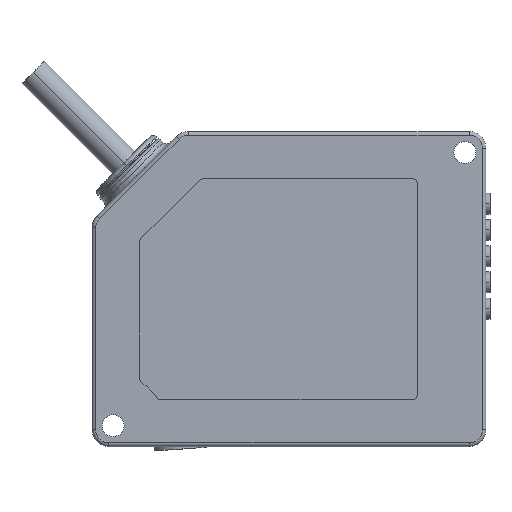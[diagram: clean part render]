
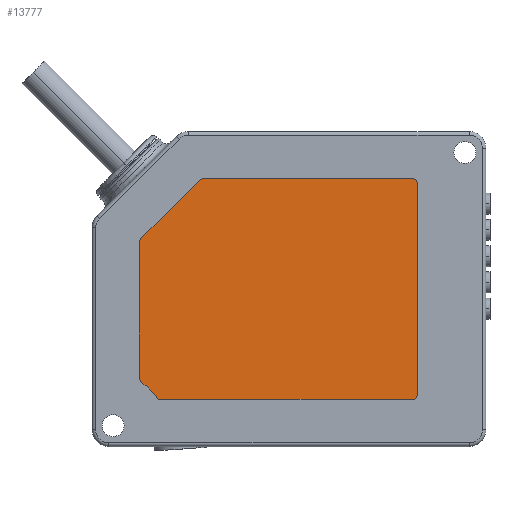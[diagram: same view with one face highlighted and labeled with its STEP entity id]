
A CAD part, front view. The second image highlights one B-rep face of the part: STEP entity #13777.
In plain terms, the highlighted planar face has unit normal (0, -1, 0).
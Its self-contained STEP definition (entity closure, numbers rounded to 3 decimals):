
#6135=CARTESIAN_POINT('',(21.142,0.25,-10.));
#6136=DIRECTION('',(0.,-1.,0.));
#6137=DIRECTION('',(0.,0.,1.));
#6138=AXIS2_PLACEMENT_3D('',#6135,#6136,#6137);
#6153=CARTESIAN_POINT('',(61.,0.25,-10.));
#6154=DIRECTION('',(0.,-1.,0.));
#6155=DIRECTION('',(1.,0.,0.));
#6156=AXIS2_PLACEMENT_3D('',#6153,#6154,#6155);
#6171=CARTESIAN_POINT('',(61.,0.25,-50.));
#6172=DIRECTION('',(0.,-1.,0.));
#6173=DIRECTION('',(0.,0.,-1.));
#6174=AXIS2_PLACEMENT_3D('',#6171,#6172,#6173);
#6189=CARTESIAN_POINT('',(13.017,0.25,-50.));
#6190=DIRECTION('',(0.,-1.,0.));
#6191=DIRECTION('',(-0.842,0.,-0.54));
#6192=AXIS2_PLACEMENT_3D('',#6189,#6190,#6191);
#6207=CARTESIAN_POINT('',(10.,0.25,-46.983));
#6208=DIRECTION('',(0.,-1.,0.));
#6209=DIRECTION('',(-1.,0.,0.));
#6210=AXIS2_PLACEMENT_3D('',#6207,#6208,#6209);
#6225=CARTESIAN_POINT('',(10.,0.25,-21.142));
#6226=DIRECTION('',(0.,-1.,0.));
#6227=DIRECTION('',(-0.707,0.,0.707));
#6228=AXIS2_PLACEMENT_3D('',#6225,#6226,#6227);
#6230=DIRECTION('',(-1.,0.,0.));
#6231=VECTOR('',#6230,39.858);
#6232=CARTESIAN_POINT('',(61.,0.25,-9.));
#6233=LINE('',#6232,#6231);
#6234=DIRECTION('',(0.,0.,1.));
#6235=VECTOR('',#6234,40.);
#6236=CARTESIAN_POINT('',(62.,0.25,-50.));
#6237=LINE('',#6236,#6235);
#6238=DIRECTION('',(1.,0.,0.));
#6239=VECTOR('',#6238,47.983);
#6240=CARTESIAN_POINT('',(13.017,0.25,-51.));
#6241=LINE('',#6240,#6239);
#6242=CARTESIAN_POINT('',(4.6,0.25,-55.4));
#6243=DIRECTION('',(0.,1.,0.));
#6244=DIRECTION('',(0.54,0.,0.842));
#6245=AXIS2_PLACEMENT_3D('',#6242,#6243,#6244);
#6247=DIRECTION('',(0.,0.,-1.));
#6248=VECTOR('',#6247,25.841);
#6249=CARTESIAN_POINT('',(9.,0.25,-21.142));
#6250=LINE('',#6249,#6248);
#6251=DIRECTION('',(-0.707,0.,-0.707));
#6252=VECTOR('',#6251,15.757);
#6253=CARTESIAN_POINT('',(20.435,0.25,-9.293));
#6254=LINE('',#6253,#6252);
#6400=CARTESIAN_POINT('',(20.435,0.25,-9.293));
#6402=VERTEX_POINT('',#6400);
#6404=CARTESIAN_POINT('',(21.142,0.25,-9.));
#6406=VERTEX_POINT('',#6404);
#6408=CARTESIAN_POINT('',(9.,0.25,-21.142));
#6410=VERTEX_POINT('',#6408);
#6412=CARTESIAN_POINT('',(9.293,0.25,-20.435));
#6414=VERTEX_POINT('',#6412);
#6416=CARTESIAN_POINT('',(9.46,0.25,-47.825));
#6418=VERTEX_POINT('',#6416);
#6420=CARTESIAN_POINT('',(9.,0.25,-46.983));
#6422=VERTEX_POINT('',#6420);
#6424=CARTESIAN_POINT('',(13.017,0.25,-51.));
#6426=VERTEX_POINT('',#6424);
#6428=CARTESIAN_POINT('',(12.175,0.25,-50.54));
#6430=VERTEX_POINT('',#6428);
#6432=CARTESIAN_POINT('',(62.,0.25,-50.));
#6434=VERTEX_POINT('',#6432);
#6436=CARTESIAN_POINT('',(61.,0.25,-51.));
#6438=VERTEX_POINT('',#6436);
#6439=CARTESIAN_POINT('',(62.,0.25,-10.));
#6440=VERTEX_POINT('',#6439);
#6441=CARTESIAN_POINT('',(61.,0.25,-9.));
#6442=VERTEX_POINT('',#6441);
#13758=CARTESIAN_POINT('',(0.,0.25,0.));
#13759=DIRECTION('',(0.,-1.,0.));
#13760=DIRECTION('',(-1.,0.,0.));
#13761=AXIS2_PLACEMENT_3D('',#13758,#13759,#13760);
#13762=PLANE('',#13761);
#13763=ORIENTED_EDGE('',*,*,#13614,.F.);
#13764=ORIENTED_EDGE('',*,*,#13628,.F.);
#13765=ORIENTED_EDGE('',*,*,#13642,.F.);
#13766=ORIENTED_EDGE('',*,*,#13654,.F.);
#13767=ORIENTED_EDGE('',*,*,#13670,.F.);
#13768=ORIENTED_EDGE('',*,*,#13682,.F.);
#13769=ORIENTED_EDGE('',*,*,#13698,.F.);
#13770=ORIENTED_EDGE('',*,*,#13710,.F.);
#13771=ORIENTED_EDGE('',*,*,#13726,.F.);
#13772=ORIENTED_EDGE('',*,*,#13738,.F.);
#13773=ORIENTED_EDGE('',*,*,#13753,.F.);
#13774=ORIENTED_EDGE('',*,*,#13597,.F.);
#13775=EDGE_LOOP('',(#13763,#13764,#13765,#13766,#13767,#13768,#13769,#13770,
#13771,#13772,#13773,#13774));
#13776=FACE_OUTER_BOUND('',#13775,.F.);
#13777=ADVANCED_FACE('',(#13776),#13762,.T.);
#6139=CIRCLE('',#6138,1.);
#6157=CIRCLE('',#6156,1.);
#6175=CIRCLE('',#6174,1.);
#6193=CIRCLE('',#6192,1.);
#6211=CIRCLE('',#6210,1.);
#6229=CIRCLE('',#6228,1.);
#6246=CIRCLE('',#6245,9.);
#13597=EDGE_CURVE('',#6402,#6414,#6254,.T.);
#13614=EDGE_CURVE('',#6406,#6402,#6139,.T.);
#13628=EDGE_CURVE('',#6442,#6406,#6233,.T.);
#13642=EDGE_CURVE('',#6440,#6442,#6157,.T.);
#13654=EDGE_CURVE('',#6434,#6440,#6237,.T.);
#13670=EDGE_CURVE('',#6438,#6434,#6175,.T.);
#13682=EDGE_CURVE('',#6426,#6438,#6241,.T.);
#13698=EDGE_CURVE('',#6430,#6426,#6193,.T.);
#13710=EDGE_CURVE('',#6418,#6430,#6246,.T.);
#13726=EDGE_CURVE('',#6422,#6418,#6211,.T.);
#13738=EDGE_CURVE('',#6410,#6422,#6250,.T.);
#13753=EDGE_CURVE('',#6414,#6410,#6229,.T.);
